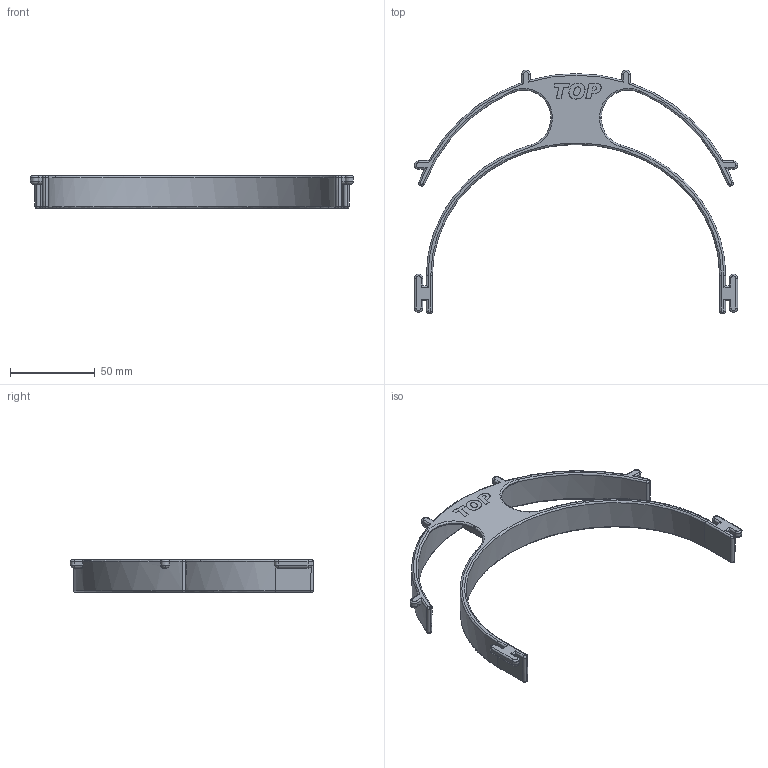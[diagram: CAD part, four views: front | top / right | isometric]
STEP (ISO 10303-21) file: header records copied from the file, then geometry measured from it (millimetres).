
FILE_DESCRIPTION (( 'STEP AP214' ), '1' );
FILE_NAME ('original_faceshield_frame.STEP', '2020-03-23T05:12:30', ( '' ), ( '' ), 'SwSTEP 2.0', 'SolidWorks 2018', '' );
FILE_SCHEMA (( 'AUTOMOTIVE_DESIGN' ));
Length unit declared in the file: inch
Products named in the file (1): original_faceshield_frame
Bounding box: 190.95 x 143.89 x 19 mm (x, y, z)
Volume: 40518.6 mm3; surface area: 28441.1 mm2
Topology: 1 solids, 1 shells, 224 faces, 559 edges, 342 vertices
Faces by surface type: cylinder 81, bspline 53, plane 48, torus 31, cone 11
Entity records: 11210 total; most frequent: CARTESIAN_POINT 6371, ORIENTED_EDGE 1118, DIRECTION 875, EDGE_CURVE 559, VERTEX_POINT 342, AXIS2_PLACEMENT_3D 335, EDGE_LOOP 229, ADVANCED_FACE 224
